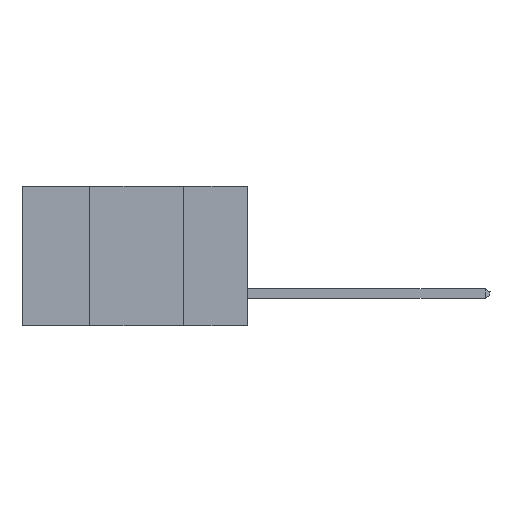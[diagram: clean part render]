
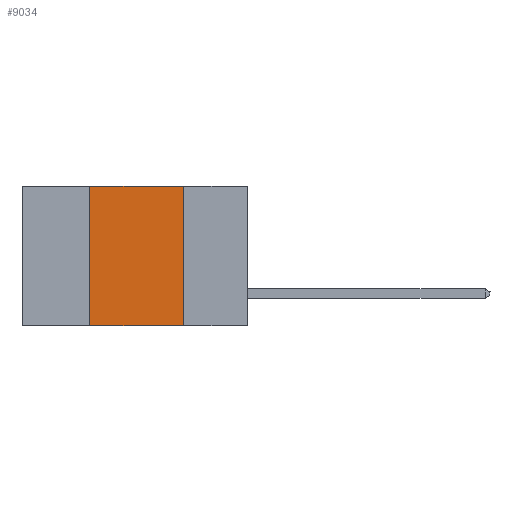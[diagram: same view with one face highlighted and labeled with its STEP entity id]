
A CAD part, left-side view. The second image highlights one B-rep face of the part: STEP entity #9034.
In plain terms, the highlighted planar face has unit normal (-1, 0, 0).
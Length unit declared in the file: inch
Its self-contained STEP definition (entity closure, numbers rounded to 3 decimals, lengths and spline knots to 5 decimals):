
#3 = ORIENTED_EDGE ( 'NONE', *, *, #16290, .F. ) ;
#1178 = ORIENTED_EDGE ( 'NONE', *, *, #1182, .T. ) ;
#1182 = EDGE_CURVE ( 'NONE', #17612, #3364, #8846, .T. ) ;
#1404 = FACE_OUTER_BOUND ( 'NONE', #18432, .T. ) ;
#1522 = EDGE_CURVE ( 'NONE', #10377, #9967, #17812, .T. ) ;
#2888 = DIRECTION ( 'NONE',  ( 0., -1., 0. ) ) ;
#3013 = CARTESIAN_POINT ( 'NONE',  ( 0., 0.6, -0.37 ) ) ;
#3364 = VERTEX_POINT ( 'NONE', #17651 ) ;
#3592 = VECTOR ( 'NONE', #4484, 39.37008 ) ;
#3834 = VECTOR ( 'NONE', #7254, 39.37008 ) ;
#4013 = CARTESIAN_POINT ( 'NONE',  ( 0., 0.42, 0. ) ) ;
#4156 = EDGE_CURVE ( 'NONE', #9967, #3364, #7610, .T. ) ;
#4484 = DIRECTION ( 'NONE',  ( 0., -1., 0. ) ) ;
#4946 = CARTESIAN_POINT ( 'NONE',  ( 0., 0.42, -0.37 ) ) ;
#5504 = DIRECTION ( 'NONE',  ( 1., 0., 0. ) ) ;
#6844 = CARTESIAN_POINT ( 'NONE',  ( 0., 0.6, 0. ) ) ;
#7254 = DIRECTION ( 'NONE',  ( 0., 0., -1. ) ) ;
#7610 = LINE ( 'NONE', #13073, #3834 ) ;
#8811 = ORIENTED_EDGE ( 'NONE', *, *, #4156, .F. ) ;
#8846 = LINE ( 'NONE', #3013, #20098 ) ;
#9034 = ADVANCED_FACE ( 'NONE', ( #1404 ), #16601, .F. ) ;
#9967 = VERTEX_POINT ( 'NONE', #11974 ) ;
#10377 = VERTEX_POINT ( 'NONE', #4013 ) ;
#10627 = DIRECTION ( 'NONE',  ( 0., 0., 1. ) ) ;
#11800 = VECTOR ( 'NONE', #10627, 39.37008 ) ;
#11974 = CARTESIAN_POINT ( 'NONE',  ( 0., 0.17, 0. ) ) ;
#13073 = CARTESIAN_POINT ( 'NONE',  ( 0., 0.17, -0.37 ) ) ;
#14898 = AXIS2_PLACEMENT_3D ( 'NONE', #24199, #5504, #18571 ) ;
#16290 = EDGE_CURVE ( 'NONE', #17612, #10377, #20006, .T. ) ;
#16601 = PLANE ( 'NONE',  #14898 ) ;
#17612 = VERTEX_POINT ( 'NONE', #4946 ) ;
#17651 = CARTESIAN_POINT ( 'NONE',  ( 0., 0.17, -0.37 ) ) ;
#17812 = LINE ( 'NONE', #6844, #3592 ) ;
#18432 = EDGE_LOOP ( 'NONE', ( #8811, #24129, #3, #1178 ) ) ;
#18571 = DIRECTION ( 'NONE',  ( 0., 0., -1. ) ) ;
#20006 = LINE ( 'NONE', #20132, #11800 ) ;
#20098 = VECTOR ( 'NONE', #2888, 39.37008 ) ;
#20132 = CARTESIAN_POINT ( 'NONE',  ( 0., 0.42, -0.37 ) ) ;
#24129 = ORIENTED_EDGE ( 'NONE', *, *, #1522, .F. ) ;
#24199 = CARTESIAN_POINT ( 'NONE',  ( 0., 0.6, 0. ) ) ;
